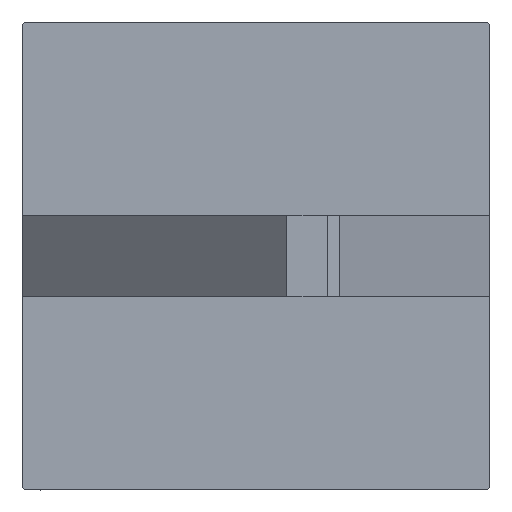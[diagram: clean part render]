
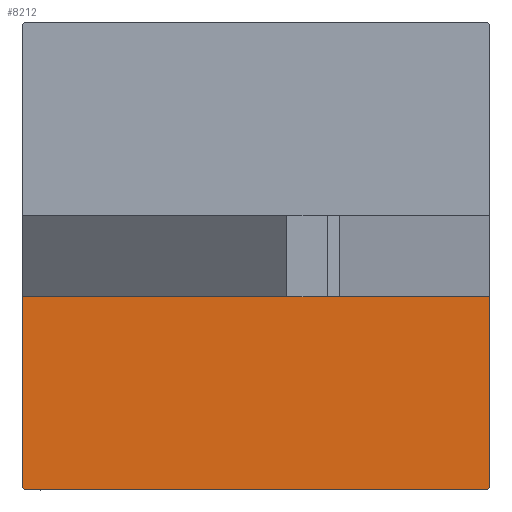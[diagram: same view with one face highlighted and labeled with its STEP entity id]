
A CAD part, left-side view. The second image highlights one B-rep face of the part: STEP entity #8212.
In plain terms, the highlighted planar face has unit normal (-1, 0, 0).
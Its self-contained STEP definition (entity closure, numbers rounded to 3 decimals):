
#28 = LINE ( 'NONE', #31657, #39370 ) ;
#1253 = DIRECTION ( 'NONE',  ( 0., 0., 1. ) ) ;
#3764 = LINE ( 'NONE', #6847, #10624 ) ;
#4087 = ORIENTED_EDGE ( 'NONE', *, *, #39906, .T. ) ;
#5269 = DIRECTION ( 'NONE',  ( 0., 0., -1. ) ) ;
#5414 = VERTEX_POINT ( 'NONE', #7055 ) ;
#6451 = CARTESIAN_POINT ( 'NONE',  ( 0., -57.25, -57.25 ) ) ;
#6847 = CARTESIAN_POINT ( 'NONE',  ( 0., -57.5, 57.5 ) ) ;
#7055 = CARTESIAN_POINT ( 'NONE',  ( 0., -57., 57.5 ) ) ;
#8212 = ADVANCED_FACE ( 'NONE', ( #34285 ), #16116, .T. ) ;
#8401 = ORIENTED_EDGE ( 'NONE', *, *, #31254, .T. ) ;
#10277 = CARTESIAN_POINT ( 'NONE',  ( 0., -57.5, -57. ) ) ;
#10624 = VECTOR ( 'NONE', #39421, 1000. ) ;
#14392 = VECTOR ( 'NONE', #44252, 1000. ) ;
#15440 = LINE ( 'NONE', #15672, #16151 ) ;
#15672 = CARTESIAN_POINT ( 'NONE',  ( 0., -10., 57.5 ) ) ;
#16116 = PLANE ( 'NONE',  #24706 ) ;
#16151 = VECTOR ( 'NONE', #5269, 1000. ) ;
#19050 = EDGE_CURVE ( 'NONE', #27192, #5414, #19242, .T. ) ;
#19242 = LINE ( 'NONE', #26556, #14392 ) ;
#19592 = EDGE_LOOP ( 'NONE', ( #40696, #43074, #4087, #8401, #31951, #20113 ) ) ;
#20113 = ORIENTED_EDGE ( 'NONE', *, *, #33662, .T. ) ;
#21239 = CARTESIAN_POINT ( 'NONE',  ( 0., -57.5, 57. ) ) ;
#24706 = AXIS2_PLACEMENT_3D ( 'NONE', #30509, #44900, #1253 ) ;
#24968 = DIRECTION ( 'NONE',  ( 0., -1., 0. ) ) ;
#26556 = CARTESIAN_POINT ( 'NONE',  ( 0., 57.5, 57.5 ) ) ;
#27192 = VERTEX_POINT ( 'NONE', #31974 ) ;
#27690 = VERTEX_POINT ( 'NONE', #35930 ) ;
#29013 = VECTOR ( 'NONE', #24968, 1000. ) ;
#29773 = EDGE_CURVE ( 'NONE', #38560, #31051, #3764, .T. ) ;
#30509 = CARTESIAN_POINT ( 'NONE',  ( 0., 0., 0. ) ) ;
#30919 = CARTESIAN_POINT ( 'NONE',  ( 0., -57., -57.5 ) ) ;
#31051 = VERTEX_POINT ( 'NONE', #10277 ) ;
#31254 = EDGE_CURVE ( 'NONE', #34924, #31051, #38783, .T. ) ;
#31657 = CARTESIAN_POINT ( 'NONE',  ( 0., -57.25, 57.25 ) ) ;
#31951 = ORIENTED_EDGE ( 'NONE', *, *, #29773, .F. ) ;
#31974 = CARTESIAN_POINT ( 'NONE',  ( 0., -10., 57.5 ) ) ;
#33662 = EDGE_CURVE ( 'NONE', #38560, #5414, #28, .T. ) ;
#34285 = FACE_OUTER_BOUND ( 'NONE', #19592, .T. ) ;
#34924 = VERTEX_POINT ( 'NONE', #30919 ) ;
#35930 = CARTESIAN_POINT ( 'NONE',  ( 0., -10., -57.5 ) ) ;
#37759 = EDGE_CURVE ( 'NONE', #27192, #27690, #15440, .T. ) ;
#37784 = VECTOR ( 'NONE', #46090, 1000. ) ;
#38560 = VERTEX_POINT ( 'NONE', #21239 ) ;
#38783 = LINE ( 'NONE', #6451, #37784 ) ;
#39370 = VECTOR ( 'NONE', #46043, 1000. ) ;
#39421 = DIRECTION ( 'NONE',  ( 0., 0., -1. ) ) ;
#39906 = EDGE_CURVE ( 'NONE', #27690, #34924, #43366, .T. ) ;
#40696 = ORIENTED_EDGE ( 'NONE', *, *, #19050, .F. ) ;
#43074 = ORIENTED_EDGE ( 'NONE', *, *, #37759, .T. ) ;
#43366 = LINE ( 'NONE', #43594, #29013 ) ;
#43594 = CARTESIAN_POINT ( 'NONE',  ( 0., 57.5, -57.5 ) ) ;
#44252 = DIRECTION ( 'NONE',  ( 0., -1., 0. ) ) ;
#44900 = DIRECTION ( 'NONE',  ( -1., 0., 0. ) ) ;
#46043 = DIRECTION ( 'NONE',  ( 0., 0.707, 0.707 ) ) ;
#46090 = DIRECTION ( 'NONE',  ( 0., -0.707, 0.707 ) ) ;
